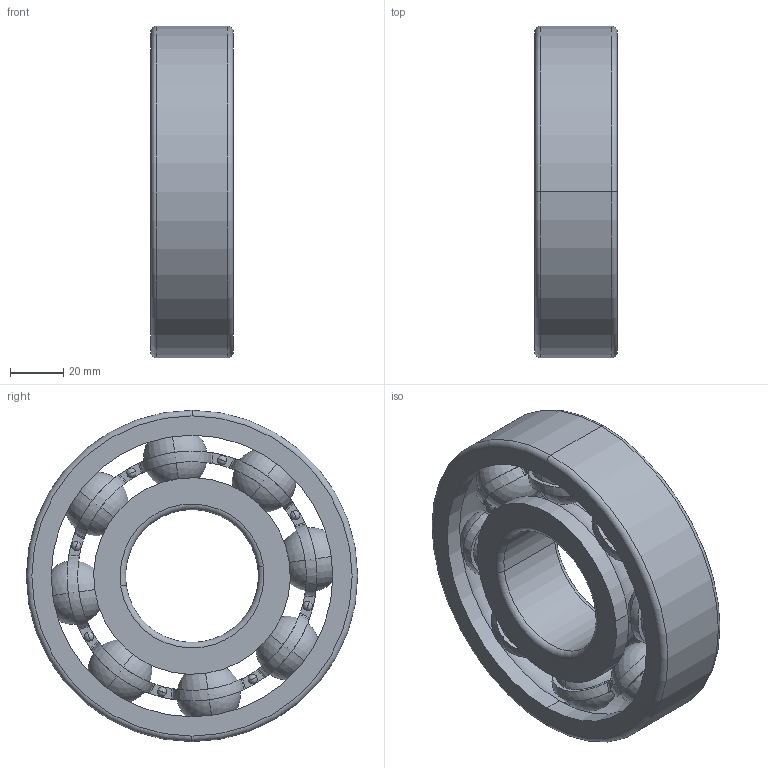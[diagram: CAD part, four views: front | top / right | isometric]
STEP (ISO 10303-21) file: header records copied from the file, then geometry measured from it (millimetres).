
FILE_DESCRIPTION (( 'STEP AP214' ), '1' );
FILE_NAME ('ballbearing.STEP', '2022-06-02T12:07:58', ( '' ), ( '' ), 'SwSTEP 2.0', 'SolidWorks 2021', '' );
FILE_SCHEMA (( 'AUTOMOTIVE_DESIGN' ));
Length unit declared in the file: inch
Products named in the file (6): outer ring; cage; inner ring; rivet 02_din_DIN 660-2x6-St-A-3; ballbearing; ball
Assembly tree (20 placements, depth 2):
  ballbearing
    ball  x8
    cage  x2
    inner ring
    outer ring
    rivet 02_din_DIN 660-2x6-St-A-3  x8
Bounding box: 31 x 124.7 x 124.7 mm (x, y, z)
Volume: 187440.2 mm3; surface area: 82592.6 mm2
Topology: 20 solids, 21 shells, 298 faces, 904 edges, 580 vertices
Faces by surface type: torus 122, cylinder 74, plane 54, sphere 48
Entity records: 6606 total; most frequent: CARTESIAN_POINT 2761, DIRECTION 798, ORIENTED_EDGE 728, AXIS2_PLACEMENT_3D 379, EDGE_CURVE 364, VERTEX_POINT 236, CIRCLE 216, EDGE_LOOP 164
